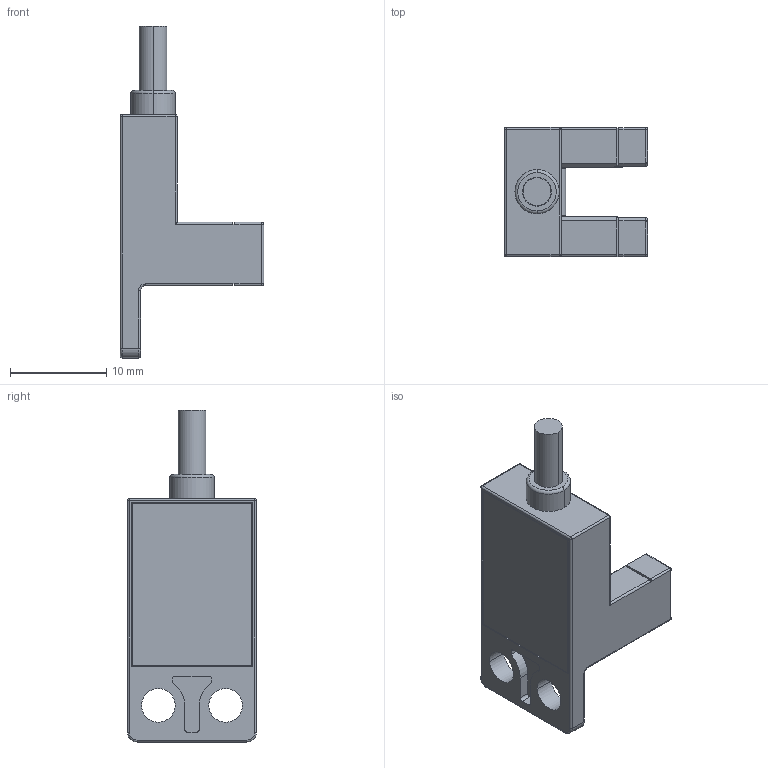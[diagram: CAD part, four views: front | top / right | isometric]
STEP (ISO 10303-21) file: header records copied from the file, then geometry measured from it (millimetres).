
FILE_DESCRIPTION((''),'2;1');
FILE_NAME('307','2022-02-21T',('EDZ'),(''),'PRO/ENGINEER BY PARAMETRIC TECHNOLOGY CORPORATION, 2014000','PRO/ENGINEER BY PARAMETRIC TECHNOLOGY CORPORATION, 2014000','');
FILE_SCHEMA(('CONFIG_CONTROL_DESIGN'));
Length unit declared in the file: millimetre
Products named in the file (1): 307
Bounding box: 14.9 x 13.4 x 34.5 mm (x, y, z)
Volume: 2110.4 mm3; surface area: 2227.8 mm2
Topology: 1 solids, 2 shells, 189 faces, 473 edges, 295 vertices
Faces by surface type: plane 120, cylinder 53, sphere 8, torus 8
Entity records: 5630 total; most frequent: CARTESIAN_POINT 1027, ORIENTED_EDGE 946, DIRECTION 938, EDGE_CURVE 473, VECTOR 366, LINE 366, VERTEX_POINT 295, AXIS2_PLACEMENT_3D 286
